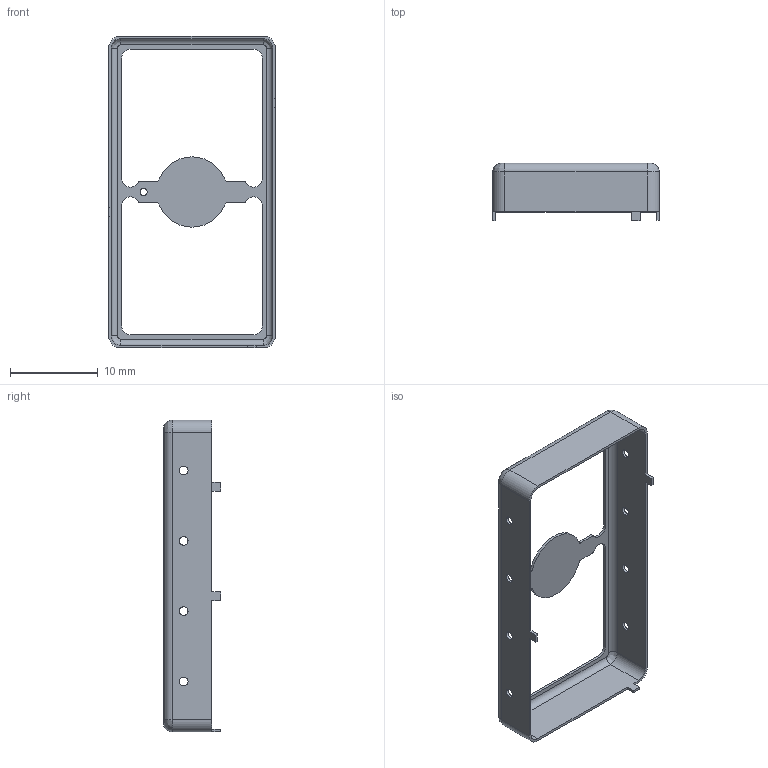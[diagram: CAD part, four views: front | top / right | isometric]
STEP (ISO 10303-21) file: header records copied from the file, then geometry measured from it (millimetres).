
FILE_DESCRIPTION( ( 'Unknown' ), '1' );
FILE_NAME( '3670355.stp', 'Unknown', ( 'Unknown' ), ( 'Unknown' ), 'PSStep 21.0.46', 'Unknown', ' ' );
FILE_SCHEMA( ( 'AUTOMOTIVE_DESIGN { 1 0 10303 214 1 1 1 1 }' ) );
Length unit declared in the file: millimetre
Products named in the file (1): MS355-10F
Bounding box: 19 x 6.5 x 35.5 mm (x, y, z)
Volume: 218 mm3; surface area: 1534 mm2
Topology: 1 solids, 1 shells, 83 faces, 228 edges, 147 vertices
Faces by surface type: cylinder 43, plane 32, bspline 8
Full cylindrical faces by diameter (mm): 0.8 x1, 1 x8
Entity records: 3414 total; most frequent: CARTESIAN_POINT 568, DIRECTION 464, ORIENTED_EDGE 436, EDGE_CURVE 218, AXIS2_PLACEMENT_3D 170, VERTEX_POINT 146, LINE 124, VECTOR 124
